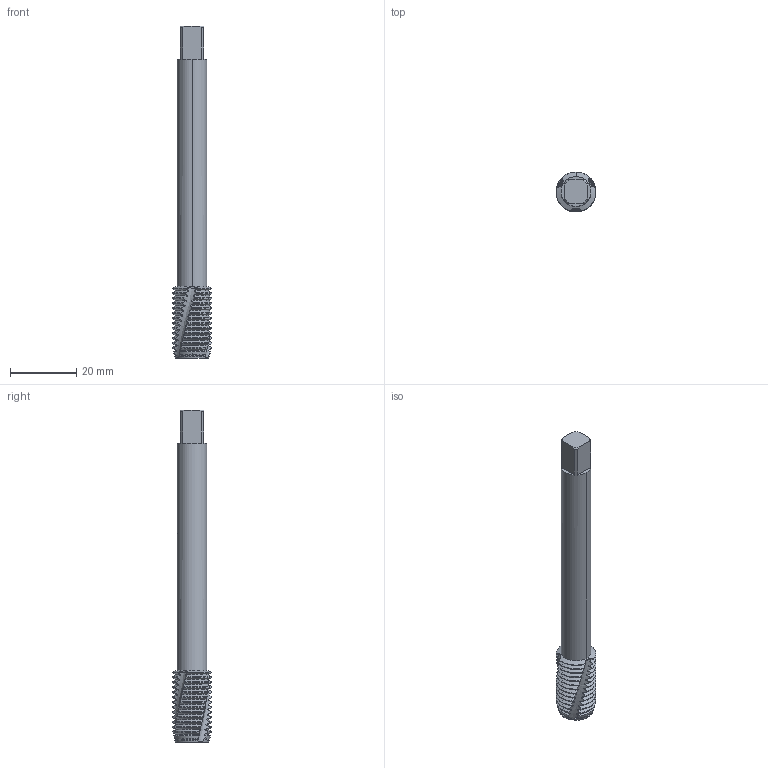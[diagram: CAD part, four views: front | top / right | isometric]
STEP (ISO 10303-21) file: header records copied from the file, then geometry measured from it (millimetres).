
FILE_DESCRIPTION(('no description'),'unknown implementation level');
FILE_NAME('solidmXpgIuiEggHaa5RS6BNdGXF9PYs_1.STP',' ',('CIM GmbH Aachen'),('CADClick - KiM GmbH - www.kimweb.de'),'unknown preprocess','ACIS','unknown authorization');
FILE_SCHEMA(('automotive_design'));
Length unit declared in the file: millimetre
Products named in the file (2): 1; 2
Bounding box: 12 x 12 x 100 mm (x, y, z)
Volume: 6803.2 mm3; surface area: 4817.3 mm2
Topology: 2 solids, 2 shells, 315 faces, 884 edges, 573 vertices
Faces by surface type: cone 154, cylinder 135, plane 17, bspline 6, revolution 3
Entity records: 23874 total; most frequent: CARTESIAN_POINT 6393, STYLED_ITEM 1774, PRESENTATION_STYLE_ASSIGNMENT 1774, COLOUR_RGB 1774, ORIENTED_EDGE 1768, DIRECTION 1458, EDGE_CURVE 884, CURVE_STYLE 884
